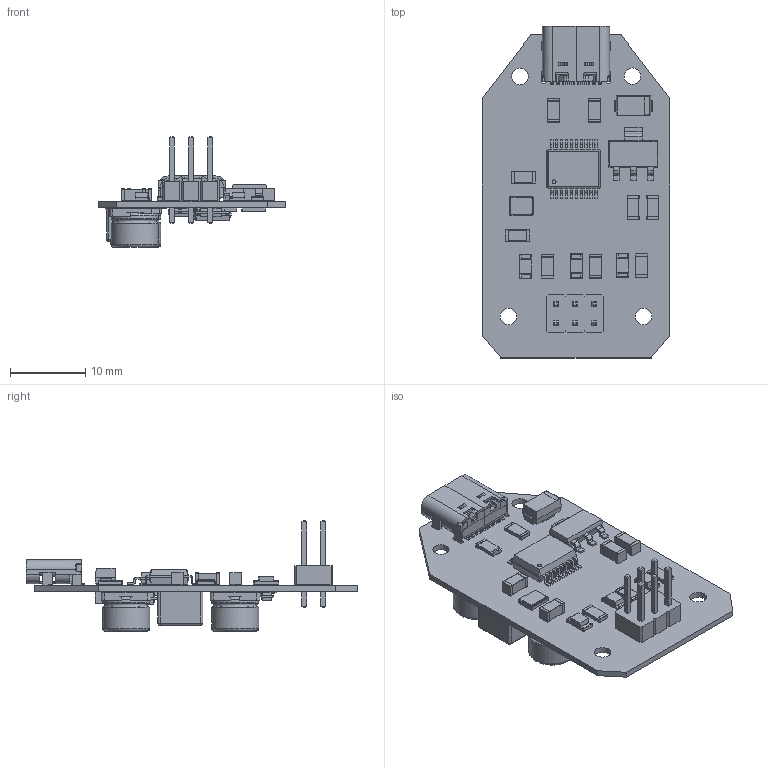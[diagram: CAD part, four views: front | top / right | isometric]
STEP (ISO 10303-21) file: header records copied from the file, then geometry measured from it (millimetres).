
FILE_DESCRIPTION(('KiCad electronic assembly'),'2;1');
FILE_NAME('PICKit_Clone_KiCAD.step','2026-01-20T23:43:34',('Pcbnew'),( 'Kicad'),'Open CASCADE STEP processor 7.7','KiCad to STEP converter' ,'Unknown');
FILE_SCHEMA(('AUTOMOTIVE_DESIGN { 1 0 10303 214 1 1 1 1 }'));
Length unit declared in the file: millimetre
Products named in the file (30): PICKit_Clone_KiCAD 1; C_1206_3216Metric; LED_1206_3216Metric; D_SMA; R_1206_3216Metric; SSOP-20_5.3x7.2mm_P0.65mm; SSOP_20_53x72mm_P065mm; Crystal_SMD_3225-4Pin_3.2x2.5mm_HandSoldering; SOT-223; SOT_223; USB_C_Receptacle_GCT_USB4105-xx-A_16P_TopMnt_Horizontal; USB_C_Receptacle_16P_TopMnt_Horizontal_GCT_USB4105-xx-A; PinHeader_2x03_P2.54mm_Vertical; PinHeader_2x03_P254mm_Vertical; SOT-23; SOT_23; L_Sunlord_SWPA6045S; CQ assembly; SOIC-8_3.9x4.9mm_P1.27mm; SOIC_8_39x49mm_P127mm; CP_Elec_6.3x5.3; CP_Elec_63x53; D_SOD-323; D_SOD_323; PICKit_Clone_KiCAD_PCB
Assembly tree (51 placements, depth 3):
  PICKit_Clone_KiCAD 1
    C_1206_3216Metric  x5
      C_1206_3216Metric
    LED_1206_3216Metric  x3
      LED_1206_3216Metric
    D_SMA
      D_SMA
    R_1206_3216Metric  x15
      R_1206_3216Metric
    SSOP-20_5.3x7.2mm_P0.65mm
      SSOP_20_53x72mm_P065mm
    Crystal_SMD_3225-4Pin_3.2x2.5mm_HandSoldering
      Crystal_SMD_3225-4Pin_3.2x2.5mm_HandSoldering
    SOT-223
      SOT_223
    USB_C_Receptacle_GCT_USB4105-xx-A_16P_TopMnt_Horizontal
      USB_C_Receptacle_16P_TopMnt_Horizontal_GCT_USB4105-xx-A
    PinHeader_2x03_P2.54mm_Vertical
      PinHeader_2x03_P254mm_Vertical
    SOT-23  x2
      SOT_23
    L_Sunlord_SWPA6045S
      CQ assembly
    SOIC-8_3.9x4.9mm_P1.27mm
      SOIC_8_39x49mm_P127mm
    CP_Elec_6.3x5.3  x2
      CP_Elec_63x53
    D_SOD-323
      D_SOD_323
    PICKit_Clone_KiCAD_PCB
Bounding box: 25 x 44.17 x 14.74 mm (x, y, z)
Volume: 1793.9 mm3; surface area: 4466.4 mm2
Topology: 74 solids, 74 shells, 2472 faces, 6273 edges, 3968 vertices
Faces by surface type: plane 1694, cylinder 570, bspline 186, cone 8, torus 8, sphere 4, revolution 2
Full cylindrical faces by diameter (mm): 0.5 x3, 0.6 x1, 0.65 x2, 1 x6, 2.2 x4, 6.3 x4
Entity records: 65221 total; most frequent: CARTESIAN_POINT 10048, ORIENTED_EDGE 8960, DIRECTION 8401, EDGE_CURVE 4480, LINE 3536, VECTOR 3536, VERTEX_POINT 2817, AXIS2_PLACEMENT_3D 2432
